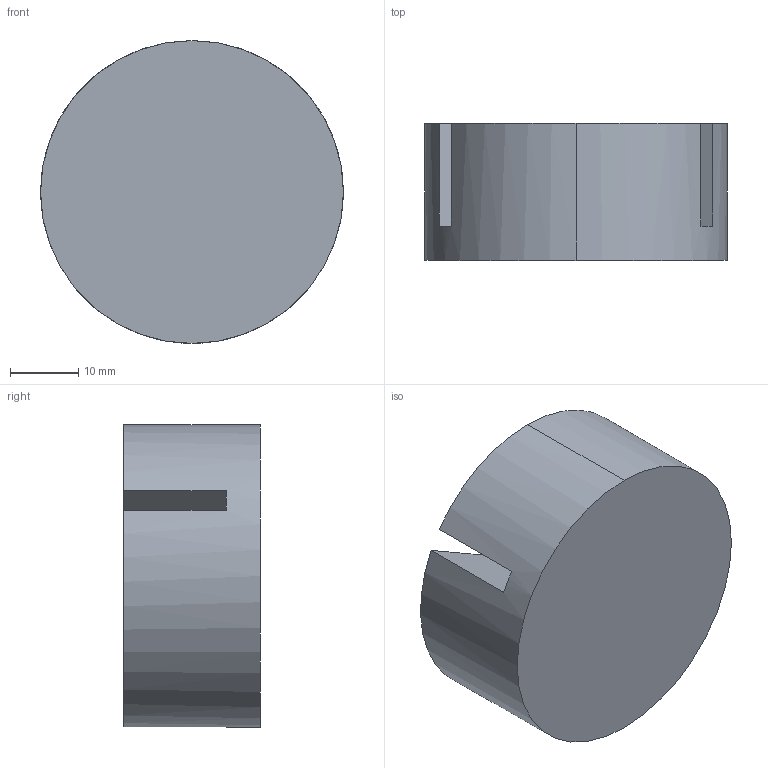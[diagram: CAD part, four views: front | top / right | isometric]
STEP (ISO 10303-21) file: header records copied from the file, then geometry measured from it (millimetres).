
FILE_DESCRIPTION (( 'STEP AP214' ), '1' );
FILE_NAME ('20_LPR_FINJIG.STEP', '2025-07-19T18:23:00', ( '' ), ( '' ), 'SwSTEP 2.0', 'SolidWorks 2024', '' );
FILE_SCHEMA (( 'AUTOMOTIVE_DESIGN' ));
Length unit declared in the file: millimetre
Products named in the file (1): 20_LPR_FINJIG
Bounding box: 44.3 x 20 x 44.3 mm (x, y, z)
Volume: 24675.4 mm3; surface area: 7638.4 mm2
Topology: 1 solids, 1 shells, 35 faces, 93 edges, 62 vertices
Faces by surface type: plane 20, bspline 10, cylinder 5
Entity records: 1574 total; most frequent: CARTESIAN_POINT 729, ORIENTED_EDGE 186, DIRECTION 141, EDGE_CURVE 93, VERTEX_POINT 62, VECTOR 57, LINE 57, AXIS2_PLACEMENT_3D 42
